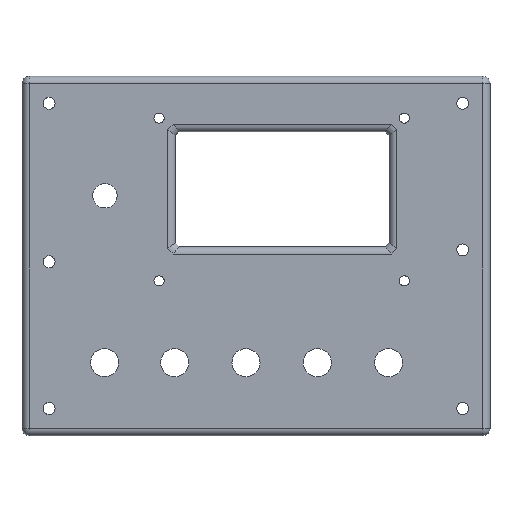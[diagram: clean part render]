
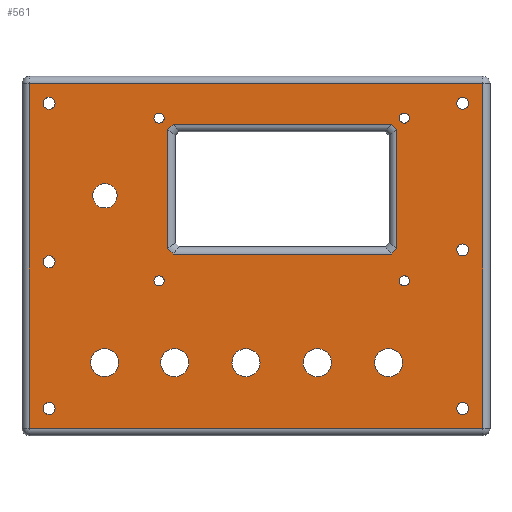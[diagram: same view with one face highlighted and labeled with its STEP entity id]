
A CAD part, top view. The second image highlights one B-rep face of the part: STEP entity #561.
In plain terms, the highlighted planar face has unit normal (0, 0, 1).
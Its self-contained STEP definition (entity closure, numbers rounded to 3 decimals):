
#81 = VERTEX_POINT('',#82);
#82 = CARTESIAN_POINT('',(-8.5,73.623,3.));
#94 = EDGE_CURVE('',#81,#95,#97,.T.);
#95 = VERTEX_POINT('',#96);
#96 = CARTESIAN_POINT('',(-8.5,105.477,3.));
#97 = LINE('',#98,#99);
#98 = CARTESIAN_POINT('',(-8.5,74.22,3.));
#99 = VECTOR('',#100,1.);
#100 = DIRECTION('',(0.,1.,0.));
#479 = EDGE_CURVE('',#81,#480,#482,.T.);
#480 = VERTEX_POINT('',#481);
#481 = CARTESIAN_POINT('',(-7.097,72.22,3.));
#482 = B_SPLINE_CURVE_WITH_KNOTS('',1,(#483,#484),.UNSPECIFIED.,.F.,.F.,
  (2,2),(-2.976,0.),.PIECEWISE_BEZIER_KNOTS.);
#483 = CARTESIAN_POINT('',(-8.5,73.623,3.));
#484 = CARTESIAN_POINT('',(-7.097,72.22,3.));
#522 = EDGE_CURVE('',#95,#523,#525,.T.);
#523 = VERTEX_POINT('',#524);
#524 = CARTESIAN_POINT('',(-7.097,106.88,3.));
#525 = B_SPLINE_CURVE_WITH_KNOTS('',1,(#526,#527),.UNSPECIFIED.,.F.,.F.,
  (2,2),(-2.976,0.),.PIECEWISE_BEZIER_KNOTS.);
#526 = CARTESIAN_POINT('',(-8.5,105.477,3.));
#527 = CARTESIAN_POINT('',(-7.097,106.88,3.));
#561 = ADVANCED_FACE('',(#562,#603,#637,#648,#659,#670,#681,#692,#703,
    #714,#725,#736,#747,#758,#769,#780,#791,#802),#813,.T.);
#562 = FACE_BOUND('',#563,.T.);
#563 = EDGE_LOOP('',(#564,#565,#566,#574,#581,#589,#596,#602));
#564 = ORIENTED_EDGE('',*,*,#94,.T.);
#565 = ORIENTED_EDGE('',*,*,#522,.T.);
#566 = ORIENTED_EDGE('',*,*,#567,.T.);
#567 = EDGE_CURVE('',#523,#568,#570,.T.);
#568 = VERTEX_POINT('',#569);
#569 = CARTESIAN_POINT('',(51.197,106.88,3.));
#570 = LINE('',#571,#572);
#571 = CARTESIAN_POINT('',(-6.5,106.88,3.));
#572 = VECTOR('',#573,1.);
#573 = DIRECTION('',(1.,0.,0.));
#574 = ORIENTED_EDGE('',*,*,#575,.T.);
#575 = EDGE_CURVE('',#568,#576,#578,.T.);
#576 = VERTEX_POINT('',#577);
#577 = CARTESIAN_POINT('',(52.6,105.477,3.));
#578 = B_SPLINE_CURVE_WITH_KNOTS('',1,(#579,#580),.UNSPECIFIED.,.F.,.F.,
  (2,2),(-2.976,0.),.PIECEWISE_BEZIER_KNOTS.);
#579 = CARTESIAN_POINT('',(51.197,106.88,3.));
#580 = CARTESIAN_POINT('',(52.6,105.477,3.));
#581 = ORIENTED_EDGE('',*,*,#582,.T.);
#582 = EDGE_CURVE('',#576,#583,#585,.T.);
#583 = VERTEX_POINT('',#584);
#584 = CARTESIAN_POINT('',(52.6,73.623,3.));
#585 = LINE('',#586,#587);
#586 = CARTESIAN_POINT('',(52.6,104.88,3.));
#587 = VECTOR('',#588,1.);
#588 = DIRECTION('',(0.,-1.,0.));
#589 = ORIENTED_EDGE('',*,*,#590,.F.);
#590 = EDGE_CURVE('',#591,#583,#593,.T.);
#591 = VERTEX_POINT('',#592);
#592 = CARTESIAN_POINT('',(51.197,72.22,3.));
#593 = B_SPLINE_CURVE_WITH_KNOTS('',1,(#594,#595),.UNSPECIFIED.,.F.,.F.,
  (2,2),(-2.976,0.),.PIECEWISE_BEZIER_KNOTS.);
#594 = CARTESIAN_POINT('',(51.197,72.22,3.));
#595 = CARTESIAN_POINT('',(52.6,73.623,3.));
#596 = ORIENTED_EDGE('',*,*,#597,.T.);
#597 = EDGE_CURVE('',#591,#480,#598,.T.);
#598 = LINE('',#599,#600);
#599 = CARTESIAN_POINT('',(50.6,72.22,3.));
#600 = VECTOR('',#601,1.);
#601 = DIRECTION('',(-1.,0.,0.));
#602 = ORIENTED_EDGE('',*,*,#479,.F.);
#603 = FACE_BOUND('',#604,.T.);
#604 = EDGE_LOOP('',(#605,#615,#623,#631));
#605 = ORIENTED_EDGE('',*,*,#606,.T.);
#606 = EDGE_CURVE('',#607,#609,#611,.T.);
#607 = VERTEX_POINT('',#608);
#608 = CARTESIAN_POINT('',(-45.45,25.7,3.));
#609 = VERTEX_POINT('',#610);
#610 = CARTESIAN_POINT('',(75.55,25.7,3.));
#611 = LINE('',#612,#613);
#612 = CARTESIAN_POINT('',(-47.45,25.7,3.));
#613 = VECTOR('',#614,1.);
#614 = DIRECTION('',(1.,0.,0.));
#615 = ORIENTED_EDGE('',*,*,#616,.T.);
#616 = EDGE_CURVE('',#609,#617,#619,.T.);
#617 = VERTEX_POINT('',#618);
#618 = CARTESIAN_POINT('',(75.55,117.704,3.));
#619 = LINE('',#620,#621);
#620 = CARTESIAN_POINT('',(75.55,23.7,3.));
#621 = VECTOR('',#622,1.);
#622 = DIRECTION('',(0.,1.,0.));
#623 = ORIENTED_EDGE('',*,*,#624,.T.);
#624 = EDGE_CURVE('',#617,#625,#627,.T.);
#625 = VERTEX_POINT('',#626);
#626 = CARTESIAN_POINT('',(-45.45,117.704,3.));
#627 = LINE('',#628,#629);
#628 = CARTESIAN_POINT('',(77.55,117.704,3.));
#629 = VECTOR('',#630,1.);
#630 = DIRECTION('',(-1.,0.,0.));
#631 = ORIENTED_EDGE('',*,*,#632,.T.);
#632 = EDGE_CURVE('',#625,#607,#633,.T.);
#633 = LINE('',#634,#635);
#634 = CARTESIAN_POINT('',(-45.45,119.704,3.));
#635 = VECTOR('',#636,1.);
#636 = DIRECTION('',(0.,-1.,0.));
#637 = FACE_BOUND('',#638,.T.);
#638 = EDGE_LOOP('',(#639));
#639 = ORIENTED_EDGE('',*,*,#640,.F.);
#640 = EDGE_CURVE('',#641,#641,#643,.T.);
#641 = VERTEX_POINT('',#642);
#642 = CARTESIAN_POINT('',(-38.627,30.976,3.));
#643 = CIRCLE('',#644,1.6);
#644 = AXIS2_PLACEMENT_3D('',#645,#646,#647);
#645 = CARTESIAN_POINT('',(-40.227,30.976,3.));
#646 = DIRECTION('',(0.,0.,1.));
#647 = DIRECTION('',(1.,0.,0.));
#648 = FACE_BOUND('',#649,.T.);
#649 = EDGE_LOOP('',(#650));
#650 = ORIENTED_EDGE('',*,*,#651,.F.);
#651 = EDGE_CURVE('',#652,#652,#654,.T.);
#652 = VERTEX_POINT('',#653);
#653 = CARTESIAN_POINT('',(-21.65,43.2,3.));
#654 = CIRCLE('',#655,3.75);
#655 = AXIS2_PLACEMENT_3D('',#656,#657,#658);
#656 = CARTESIAN_POINT('',(-25.4,43.2,3.));
#657 = DIRECTION('',(0.,0.,1.));
#658 = DIRECTION('',(1.,0.,0.));
#659 = FACE_BOUND('',#660,.T.);
#660 = EDGE_LOOP('',(#661));
#661 = ORIENTED_EDGE('',*,*,#662,.F.);
#662 = EDGE_CURVE('',#663,#663,#665,.T.);
#663 = VERTEX_POINT('',#664);
#664 = CARTESIAN_POINT('',(-2.92,43.2,3.));
#665 = CIRCLE('',#666,3.75);
#666 = AXIS2_PLACEMENT_3D('',#667,#668,#669);
#667 = CARTESIAN_POINT('',(-6.67,43.2,3.));
#668 = DIRECTION('',(0.,0.,1.));
#669 = DIRECTION('',(1.,0.,0.));
#670 = FACE_BOUND('',#671,.T.);
#671 = EDGE_LOOP('',(#672));
#672 = ORIENTED_EDGE('',*,*,#673,.F.);
#673 = EDGE_CURVE('',#674,#674,#676,.T.);
#674 = VERTEX_POINT('',#675);
#675 = CARTESIAN_POINT('',(16.119,43.2,3.));
#676 = CIRCLE('',#677,3.75);
#677 = AXIS2_PLACEMENT_3D('',#678,#679,#680);
#678 = CARTESIAN_POINT('',(12.369,43.2,3.));
#679 = DIRECTION('',(0.,0.,1.));
#680 = DIRECTION('',(1.,0.,0.));
#681 = FACE_BOUND('',#682,.T.);
#682 = EDGE_LOOP('',(#683));
#683 = ORIENTED_EDGE('',*,*,#684,.F.);
#684 = EDGE_CURVE('',#685,#685,#687,.T.);
#685 = VERTEX_POINT('',#686);
#686 = CARTESIAN_POINT('',(-38.632,70.133,3.));
#687 = CIRCLE('',#688,1.6);
#688 = AXIS2_PLACEMENT_3D('',#689,#690,#691);
#689 = CARTESIAN_POINT('',(-40.232,70.133,3.));
#690 = DIRECTION('',(0.,0.,1.));
#691 = DIRECTION('',(1.,0.,0.));
#692 = FACE_BOUND('',#693,.T.);
#693 = EDGE_LOOP('',(#694));
#694 = ORIENTED_EDGE('',*,*,#695,.F.);
#695 = EDGE_CURVE('',#696,#696,#698,.T.);
#696 = VERTEX_POINT('',#697);
#697 = CARTESIAN_POINT('',(-9.5,65.07,3.));
#698 = CIRCLE('',#699,1.35);
#699 = AXIS2_PLACEMENT_3D('',#700,#701,#702);
#700 = CARTESIAN_POINT('',(-10.85,65.07,3.));
#701 = DIRECTION('',(0.,0.,1.));
#702 = DIRECTION('',(1.,0.,0.));
#703 = FACE_BOUND('',#704,.T.);
#704 = EDGE_LOOP('',(#705));
#705 = ORIENTED_EDGE('',*,*,#706,.F.);
#706 = EDGE_CURVE('',#707,#707,#709,.T.);
#707 = VERTEX_POINT('',#708);
#708 = CARTESIAN_POINT('',(35.18,43.2,3.));
#709 = CIRCLE('',#710,3.75);
#710 = AXIS2_PLACEMENT_3D('',#711,#712,#713);
#711 = CARTESIAN_POINT('',(31.43,43.2,3.));
#712 = DIRECTION('',(0.,0.,1.));
#713 = DIRECTION('',(1.,0.,0.));
#714 = FACE_BOUND('',#715,.T.);
#715 = EDGE_LOOP('',(#716));
#716 = ORIENTED_EDGE('',*,*,#717,.F.);
#717 = EDGE_CURVE('',#718,#718,#720,.T.);
#718 = VERTEX_POINT('',#719);
#719 = CARTESIAN_POINT('',(71.872,30.978,3.));
#720 = CIRCLE('',#721,1.6);
#721 = AXIS2_PLACEMENT_3D('',#722,#723,#724);
#722 = CARTESIAN_POINT('',(70.272,30.978,3.));
#723 = DIRECTION('',(0.,0.,1.));
#724 = DIRECTION('',(1.,0.,0.));
#725 = FACE_BOUND('',#726,.T.);
#726 = EDGE_LOOP('',(#727));
#727 = ORIENTED_EDGE('',*,*,#728,.F.);
#728 = EDGE_CURVE('',#729,#729,#731,.T.);
#729 = VERTEX_POINT('',#730);
#730 = CARTESIAN_POINT('',(54.22,43.2,3.));
#731 = CIRCLE('',#732,3.75);
#732 = AXIS2_PLACEMENT_3D('',#733,#734,#735);
#733 = CARTESIAN_POINT('',(50.47,43.2,3.));
#734 = DIRECTION('',(0.,0.,1.));
#735 = DIRECTION('',(1.,0.,0.));
#736 = FACE_BOUND('',#737,.T.);
#737 = EDGE_LOOP('',(#738));
#738 = ORIENTED_EDGE('',*,*,#739,.F.);
#739 = EDGE_CURVE('',#740,#740,#742,.T.);
#740 = VERTEX_POINT('',#741);
#741 = CARTESIAN_POINT('',(56.,65.07,3.));
#742 = CIRCLE('',#743,1.35);
#743 = AXIS2_PLACEMENT_3D('',#744,#745,#746);
#744 = CARTESIAN_POINT('',(54.65,65.07,3.));
#745 = DIRECTION('',(0.,0.,1.));
#746 = DIRECTION('',(1.,0.,0.));
#747 = FACE_BOUND('',#748,.T.);
#748 = EDGE_LOOP('',(#749));
#749 = ORIENTED_EDGE('',*,*,#750,.F.);
#750 = EDGE_CURVE('',#751,#751,#753,.T.);
#751 = VERTEX_POINT('',#752);
#752 = CARTESIAN_POINT('',(-22.05,87.77,3.));
#753 = CIRCLE('',#754,3.25);
#754 = AXIS2_PLACEMENT_3D('',#755,#756,#757);
#755 = CARTESIAN_POINT('',(-25.3,87.77,3.));
#756 = DIRECTION('',(0.,0.,1.));
#757 = DIRECTION('',(1.,0.,0.));
#758 = FACE_BOUND('',#759,.T.);
#759 = EDGE_LOOP('',(#760));
#760 = ORIENTED_EDGE('',*,*,#761,.F.);
#761 = EDGE_CURVE('',#762,#762,#764,.T.);
#762 = VERTEX_POINT('',#763);
#763 = CARTESIAN_POINT('',(-38.631,112.471,3.));
#764 = CIRCLE('',#765,1.6);
#765 = AXIS2_PLACEMENT_3D('',#766,#767,#768);
#766 = CARTESIAN_POINT('',(-40.231,112.471,3.));
#767 = DIRECTION('',(0.,0.,1.));
#768 = DIRECTION('',(1.,0.,0.));
#769 = FACE_BOUND('',#770,.T.);
#770 = EDGE_LOOP('',(#771));
#771 = ORIENTED_EDGE('',*,*,#772,.F.);
#772 = EDGE_CURVE('',#773,#773,#775,.T.);
#773 = VERTEX_POINT('',#774);
#774 = CARTESIAN_POINT('',(-9.5,108.52,3.));
#775 = CIRCLE('',#776,1.35);
#776 = AXIS2_PLACEMENT_3D('',#777,#778,#779);
#777 = CARTESIAN_POINT('',(-10.85,108.52,3.));
#778 = DIRECTION('',(0.,0.,1.));
#779 = DIRECTION('',(1.,0.,0.));
#780 = FACE_BOUND('',#781,.T.);
#781 = EDGE_LOOP('',(#782));
#782 = ORIENTED_EDGE('',*,*,#783,.F.);
#783 = EDGE_CURVE('',#784,#784,#786,.T.);
#784 = VERTEX_POINT('',#785);
#785 = CARTESIAN_POINT('',(71.876,73.322,3.));
#786 = CIRCLE('',#787,1.6);
#787 = AXIS2_PLACEMENT_3D('',#788,#789,#790);
#788 = CARTESIAN_POINT('',(70.276,73.322,3.));
#789 = DIRECTION('',(0.,0.,1.));
#790 = DIRECTION('',(1.,0.,0.));
#791 = FACE_BOUND('',#792,.T.);
#792 = EDGE_LOOP('',(#793));
#793 = ORIENTED_EDGE('',*,*,#794,.F.);
#794 = EDGE_CURVE('',#795,#795,#797,.T.);
#795 = VERTEX_POINT('',#796);
#796 = CARTESIAN_POINT('',(56.,108.53,3.));
#797 = CIRCLE('',#798,1.35);
#798 = AXIS2_PLACEMENT_3D('',#799,#800,#801);
#799 = CARTESIAN_POINT('',(54.65,108.53,3.));
#800 = DIRECTION('',(0.,0.,1.));
#801 = DIRECTION('',(1.,0.,0.));
#802 = FACE_BOUND('',#803,.T.);
#803 = EDGE_LOOP('',(#804));
#804 = ORIENTED_EDGE('',*,*,#805,.F.);
#805 = EDGE_CURVE('',#806,#806,#808,.T.);
#806 = VERTEX_POINT('',#807);
#807 = CARTESIAN_POINT('',(71.873,112.478,3.));
#808 = CIRCLE('',#809,1.6);
#809 = AXIS2_PLACEMENT_3D('',#810,#811,#812);
#810 = CARTESIAN_POINT('',(70.273,112.478,3.));
#811 = DIRECTION('',(0.,0.,1.));
#812 = DIRECTION('',(1.,0.,0.));
#813 = PLANE('',#814);
#814 = AXIS2_PLACEMENT_3D('',#815,#816,#817);
#815 = CARTESIAN_POINT('',(15.05,71.702,3.));
#816 = DIRECTION('',(0.,0.,1.));
#817 = DIRECTION('',(1.,0.,0.));
